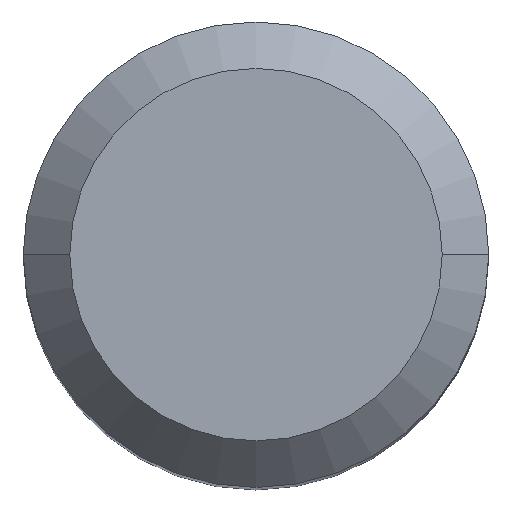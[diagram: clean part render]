
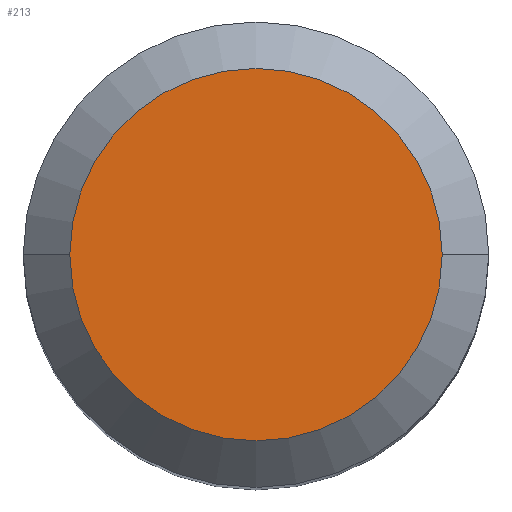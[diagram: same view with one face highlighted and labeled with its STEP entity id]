
A CAD part, top view. The second image highlights one B-rep face of the part: STEP entity #213.
In plain terms, the highlighted planar face has unit normal (0, 0, 1).
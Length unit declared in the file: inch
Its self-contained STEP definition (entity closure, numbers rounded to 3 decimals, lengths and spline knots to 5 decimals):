
#114 = CARTESIAN_POINT ( 'NONE',  ( 0., 0., 0. ) ) ;
#156 = VERTEX_POINT ( 'NONE', #175 ) ;
#159 = EDGE_CURVE ( 'NONE', #350, #156, #270, .T. ) ;
#175 = CARTESIAN_POINT ( 'NONE',  ( 0.22048, 0., 0. ) ) ;
#178 = DIRECTION ( 'NONE',  ( 1., 0., 0. ) ) ;
#213 = ADVANCED_FACE ( 'NONE', ( #226 ), #269, .F. ) ;
#223 = DIRECTION ( 'NONE',  ( 1., 0., 0. ) ) ;
#226 = FACE_OUTER_BOUND ( 'NONE', #411, .T. ) ;
#235 = AXIS2_PLACEMENT_3D ( 'NONE', #326, #250, #178 ) ;
#241 = CARTESIAN_POINT ( 'NONE',  ( -0.22048, 0., 0. ) ) ;
#250 = DIRECTION ( 'NONE',  ( 0., 0., 1. ) ) ;
#269 = PLANE ( 'NONE',  #448 ) ;
#270 = CIRCLE ( 'NONE', #235, 0.22048 ) ;
#274 = EDGE_CURVE ( 'NONE', #156, #350, #288, .T. ) ;
#288 = CIRCLE ( 'NONE', #415, 0.22048 ) ;
#302 = DIRECTION ( 'NONE',  ( 0., 0., 1. ) ) ;
#326 = CARTESIAN_POINT ( 'NONE',  ( 0., 0., 0. ) ) ;
#350 = VERTEX_POINT ( 'NONE', #241 ) ;
#386 = DIRECTION ( 'NONE',  ( 0., 0., -1. ) ) ;
#390 = ORIENTED_EDGE ( 'NONE', *, *, #159, .T. ) ;
#411 = EDGE_LOOP ( 'NONE', ( #390, #474 ) ) ;
#415 = AXIS2_PLACEMENT_3D ( 'NONE', #421, #302, #223 ) ;
#420 = DIRECTION ( 'NONE',  ( -1., 0., 0. ) ) ;
#421 = CARTESIAN_POINT ( 'NONE',  ( 0., 0., 0. ) ) ;
#448 = AXIS2_PLACEMENT_3D ( 'NONE', #114, #386, #420 ) ;
#474 = ORIENTED_EDGE ( 'NONE', *, *, #274, .T. ) ;
